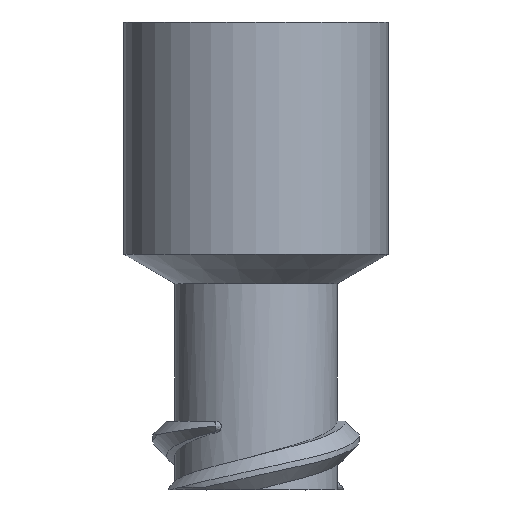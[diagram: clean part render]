
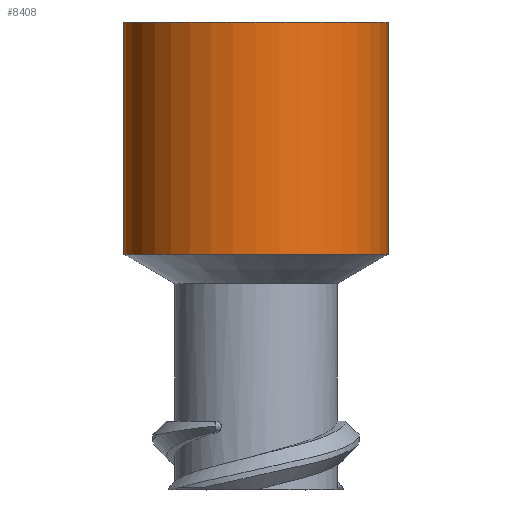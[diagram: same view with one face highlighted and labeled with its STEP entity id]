
A CAD part, front view. The second image highlights one B-rep face of the part: STEP entity #8408.
In plain terms, the highlighted cylindrical face has radius 4.8 mm (diameter 9.6 mm), a full revolution.
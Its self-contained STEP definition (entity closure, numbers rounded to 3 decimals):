
#45 = PLANE('',#46);
#46 = AXIS2_PLACEMENT_3D('',#47,#48,#49);
#47 = CARTESIAN_POINT('',(4.4,0.,17.007));
#48 = DIRECTION('',(0.,0.,-1.));
#49 = DIRECTION('',(-1.,0.,0.));
#8165 = CONICAL_SURFACE('',#8166,2.95,1.047);
#8166 = AXIS2_PLACEMENT_3D('',#8167,#8168,#8169);
#8167 = CARTESIAN_POINT('',(0.,0.,7.5));
#8168 = DIRECTION('',(0.,0.,1.));
#8169 = DIRECTION('',(1.,0.,-0.));
#8358 = EDGE_CURVE('',#8359,#8359,#8361,.T.);
#8359 = VERTEX_POINT('',#8360);
#8360 = CARTESIAN_POINT('',(-4.8,0.,8.568));
#8361 = SURFACE_CURVE('',#8362,(#8367,#8374),.PCURVE_S1.);
#8362 = CIRCLE('',#8363,4.8);
#8363 = AXIS2_PLACEMENT_3D('',#8364,#8365,#8366);
#8364 = CARTESIAN_POINT('',(0.,0.,8.568));
#8365 = DIRECTION('',(0.,0.,-1.));
#8366 = DIRECTION('',(-1.,0.,0.));
#8367 = PCURVE('',#8165,#8368);
#8368 = DEFINITIONAL_REPRESENTATION('',(#8369),#8373);
#8369 = LINE('',#8370,#8371);
#8370 = CARTESIAN_POINT('',(9.425,1.068));
#8371 = VECTOR('',#8372,1.);
#8372 = DIRECTION('',(-1.,0.));
#8373 = ( GEOMETRIC_REPRESENTATION_CONTEXT(2) 
PARAMETRIC_REPRESENTATION_CONTEXT() REPRESENTATION_CONTEXT('2D SPACE',''
  ) );
#8374 = PCURVE('',#8375,#8380);
#8375 = CYLINDRICAL_SURFACE('',#8376,4.8);
#8376 = AXIS2_PLACEMENT_3D('',#8377,#8378,#8379);
#8377 = CARTESIAN_POINT('',(0.,0.,10.985));
#8378 = DIRECTION('',(0.,0.,-1.));
#8379 = DIRECTION('',(-1.,0.,0.));
#8380 = DEFINITIONAL_REPRESENTATION('',(#8381),#8385);
#8381 = LINE('',#8382,#8383);
#8382 = CARTESIAN_POINT('',(0.,2.417));
#8383 = VECTOR('',#8384,1.);
#8384 = DIRECTION('',(1.,0.));
#8385 = ( GEOMETRIC_REPRESENTATION_CONTEXT(2) 
PARAMETRIC_REPRESENTATION_CONTEXT() REPRESENTATION_CONTEXT('2D SPACE',''
  ) );
#8408 = ADVANCED_FACE('',(#8409),#8375,.T.);
#8409 = FACE_BOUND('',#8410,.T.);
#8410 = EDGE_LOOP('',(#8411,#8412,#8434,#8456));
#8411 = ORIENTED_EDGE('',*,*,#8358,.F.);
#8412 = ORIENTED_EDGE('',*,*,#8413,.F.);
#8413 = EDGE_CURVE('',#8414,#8359,#8416,.T.);
#8414 = VERTEX_POINT('',#8415);
#8415 = CARTESIAN_POINT('',(-4.8,0.,17.007));
#8416 = SEAM_CURVE('',#8417,(#8420,#8427),.PCURVE_S1.);
#8417 = B_SPLINE_CURVE_WITH_KNOTS('',1,(#8418,#8419),.UNSPECIFIED.,.F.,
  .F.,(2,2),(-6.023,2.417),.PIECEWISE_BEZIER_KNOTS.);
#8418 = CARTESIAN_POINT('',(-4.8,0.,17.007));
#8419 = CARTESIAN_POINT('',(-4.8,0.,8.568));
#8420 = PCURVE('',#8375,#8421);
#8421 = DEFINITIONAL_REPRESENTATION('',(#8422),#8426);
#8422 = LINE('',#8423,#8424);
#8423 = CARTESIAN_POINT('',(0.,0.));
#8424 = VECTOR('',#8425,1.);
#8425 = DIRECTION('',(0.,1.));
#8426 = ( GEOMETRIC_REPRESENTATION_CONTEXT(2) 
PARAMETRIC_REPRESENTATION_CONTEXT() REPRESENTATION_CONTEXT('2D SPACE',''
  ) );
#8427 = PCURVE('',#8375,#8428);
#8428 = DEFINITIONAL_REPRESENTATION('',(#8429),#8433);
#8429 = LINE('',#8430,#8431);
#8430 = CARTESIAN_POINT('',(6.283,0.));
#8431 = VECTOR('',#8432,1.);
#8432 = DIRECTION('',(0.,1.));
#8433 = ( GEOMETRIC_REPRESENTATION_CONTEXT(2) 
PARAMETRIC_REPRESENTATION_CONTEXT() REPRESENTATION_CONTEXT('2D SPACE',''
  ) );
#8434 = ORIENTED_EDGE('',*,*,#8435,.T.);
#8435 = EDGE_CURVE('',#8414,#8414,#8436,.T.);
#8436 = SURFACE_CURVE('',#8437,(#8442,#8449),.PCURVE_S1.);
#8437 = CIRCLE('',#8438,4.8);
#8438 = AXIS2_PLACEMENT_3D('',#8439,#8440,#8441);
#8439 = CARTESIAN_POINT('',(0.,0.,17.007));
#8440 = DIRECTION('',(0.,0.,-1.));
#8441 = DIRECTION('',(-1.,0.,0.));
#8442 = PCURVE('',#8375,#8443);
#8443 = DEFINITIONAL_REPRESENTATION('',(#8444),#8448);
#8444 = LINE('',#8445,#8446);
#8445 = CARTESIAN_POINT('',(0.,-6.023));
#8446 = VECTOR('',#8447,1.);
#8447 = DIRECTION('',(1.,0.));
#8448 = ( GEOMETRIC_REPRESENTATION_CONTEXT(2) 
PARAMETRIC_REPRESENTATION_CONTEXT() REPRESENTATION_CONTEXT('2D SPACE',''
  ) );
#8449 = PCURVE('',#45,#8450);
#8450 = DEFINITIONAL_REPRESENTATION('',(#8451),#8455);
#8451 = CIRCLE('',#8452,4.8);
#8452 = AXIS2_PLACEMENT_2D('',#8453,#8454);
#8453 = CARTESIAN_POINT('',(4.4,0.));
#8454 = DIRECTION('',(1.,0.));
#8455 = ( GEOMETRIC_REPRESENTATION_CONTEXT(2) 
PARAMETRIC_REPRESENTATION_CONTEXT() REPRESENTATION_CONTEXT('2D SPACE',''
  ) );
#8456 = ORIENTED_EDGE('',*,*,#8413,.T.);
